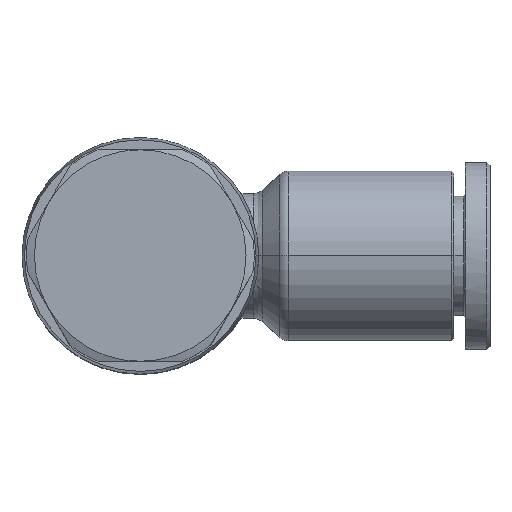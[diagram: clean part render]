
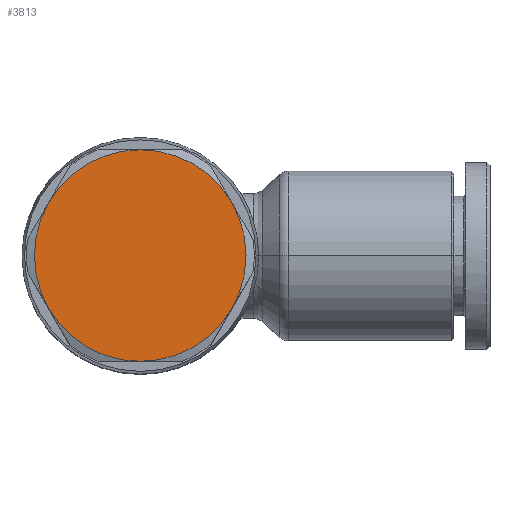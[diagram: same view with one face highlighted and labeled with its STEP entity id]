
A CAD part, top view. The second image highlights one B-rep face of the part: STEP entity #3813.
In plain terms, the highlighted planar face has unit normal (0, 0, 1).
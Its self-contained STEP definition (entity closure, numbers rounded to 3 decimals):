
#3183=CARTESIAN_POINT('',(4.5,-8.5,12.));
#3184=VERTEX_POINT('',#3183);
#3207=CARTESIAN_POINT('',(11.861,-4.25,12.));
#3208=VERTEX_POINT('',#3207);
#3222=CARTESIAN_POINT('',(4.5,0.,12.));
#3223=DIRECTION('',(0.0,0.0,1.0));
#3224=DIRECTION('',(0.0,1.0,0.0));
#3225=AXIS2_PLACEMENT_3D('',#3222,#3223,#3224);
#3226=CIRCLE('',#3225,8.5);
#3227=EDGE_CURVE('',#3184,#3208,#3226,.T.);
#3237=CARTESIAN_POINT('',(11.861,4.25,12.));
#3238=VERTEX_POINT('',#3237);
#3254=CARTESIAN_POINT('',(4.5,0.,12.));
#3255=DIRECTION('',(0.0,0.0,1.0));
#3256=DIRECTION('',(0.0,1.0,0.0));
#3257=AXIS2_PLACEMENT_3D('',#3254,#3255,#3256);
#3258=CIRCLE('',#3257,8.5);
#3259=EDGE_CURVE('',#3208,#3238,#3258,.T.);
#3293=CARTESIAN_POINT('',(-2.861,-4.25,12.));
#3294=VERTEX_POINT('',#3293);
#3330=CARTESIAN_POINT('',(4.5,0.,12.));
#3331=DIRECTION('',(0.0,0.0,1.0));
#3332=DIRECTION('',(0.0,1.0,0.0));
#3333=AXIS2_PLACEMENT_3D('',#3330,#3331,#3332);
#3334=CIRCLE('',#3333,8.5);
#3335=EDGE_CURVE('',#3294,#3184,#3334,.T.);
#3347=CARTESIAN_POINT('',(-2.861,4.25,12.));
#3348=VERTEX_POINT('',#3347);
#3384=CARTESIAN_POINT('',(4.5,0.,12.));
#3385=DIRECTION('',(0.0,0.0,1.0));
#3386=DIRECTION('',(0.0,1.0,0.0));
#3387=AXIS2_PLACEMENT_3D('',#3384,#3385,#3386);
#3388=CIRCLE('',#3387,8.5);
#3389=EDGE_CURVE('',#3348,#3294,#3388,.T.);
#3399=CARTESIAN_POINT('',(4.5,8.5,12.));
#3400=VERTEX_POINT('',#3399);
#3416=CARTESIAN_POINT('',(4.5,0.,12.));
#3417=DIRECTION('',(0.0,0.0,1.0));
#3418=DIRECTION('',(0.0,1.0,0.0));
#3419=AXIS2_PLACEMENT_3D('',#3416,#3417,#3418);
#3420=CIRCLE('',#3419,8.5);
#3421=EDGE_CURVE('',#3238,#3400,#3420,.T.);
#3490=CARTESIAN_POINT('',(4.5,0.,12.));
#3491=DIRECTION('',(0.0,0.0,1.0));
#3492=DIRECTION('',(0.0,1.0,0.0));
#3493=AXIS2_PLACEMENT_3D('',#3490,#3491,#3492);
#3494=CIRCLE('',#3493,8.5);
#3495=EDGE_CURVE('',#3400,#3348,#3494,.T.);
#3800=CARTESIAN_POINT('',(4.5,0.,12.));
#3801=DIRECTION('',(0.0,0.0,-1.0));
#3802=DIRECTION('',(0.0,-1.0,0.0));
#3803=AXIS2_PLACEMENT_3D('',#3800,#3801,#3802);
#3804=PLANE('',#3803);
#3805=ORIENTED_EDGE('',*,*,#3259,.T.);
#3806=ORIENTED_EDGE('',*,*,#3421,.T.);
#3807=ORIENTED_EDGE('',*,*,#3495,.T.);
#3808=ORIENTED_EDGE('',*,*,#3389,.T.);
#3809=ORIENTED_EDGE('',*,*,#3335,.T.);
#3810=ORIENTED_EDGE('',*,*,#3227,.T.);
#3811=EDGE_LOOP('',(#3805,#3806,#3807,#3808,#3809,#3810));
#3812=FACE_OUTER_BOUND('',#3811,.T.);
#3813=ADVANCED_FACE('',(#3812),#3804,.F.);
